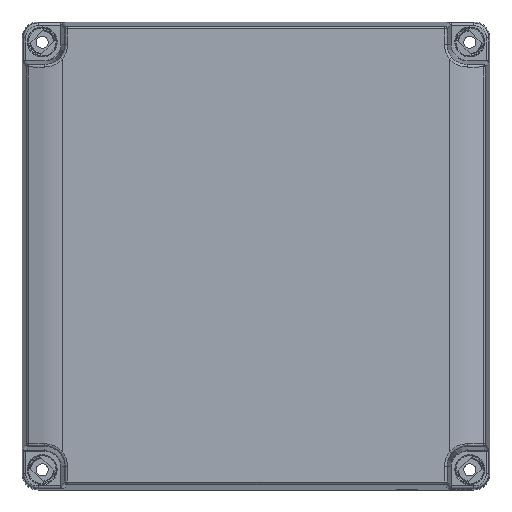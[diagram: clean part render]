
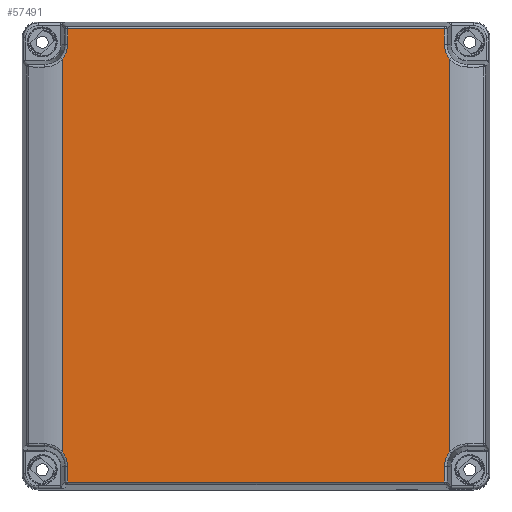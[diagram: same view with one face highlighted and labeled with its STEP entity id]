
A CAD part, top view. The second image highlights one B-rep face of the part: STEP entity #57491.
In plain terms, the highlighted planar face has unit normal (0, 0, 1).
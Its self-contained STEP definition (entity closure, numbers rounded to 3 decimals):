
#51350=DIRECTION('',(-1.,0.,0.));
#51351=VECTOR('',#51350,140.929);
#51352=CARTESIAN_POINT('',(70.465,-84.772,100.));
#51353=LINE('',#51352,#51351);
#51643=DIRECTION('',(1.,0.,0.));
#51644=VECTOR('',#51643,140.929);
#51645=CARTESIAN_POINT('',(-70.465,84.772,100.));
#51646=LINE('',#51645,#51644);
#51891=DIRECTION('',(0.,1.,0.));
#51892=VECTOR('',#51891,5.772);
#51893=CARTESIAN_POINT('',(-70.465,79.,100.));
#51894=LINE('',#51893,#51892);
#51900=DIRECTION('',(0.,1.,0.));
#51901=VECTOR('',#51900,146.936);
#51902=CARTESIAN_POINT('',(-72.5,-73.468,
100.));
#51903=LINE('',#51902,#51901);
#51904=DIRECTION('',(0.,1.,0.));
#51905=VECTOR('',#51904,5.772);
#51906=CARTESIAN_POINT('',(70.465,79.,100.));
#51907=LINE('',#51906,#51905);
#52102=DIRECTION('',(0.,1.,0.));
#52103=VECTOR('',#52102,5.772);
#52104=CARTESIAN_POINT('',(70.465,-84.772,100.));
#52105=LINE('',#52104,#52103);
#52115=CARTESIAN_POINT('',(79.,-79.,100.));
#52116=DIRECTION('',(0.,0.,-1.));
#52117=DIRECTION('',(-1.,0.,0.));
#52118=AXIS2_PLACEMENT_3D('',#52115,#52116,#52117);
#52153=DIRECTION('',(0.,1.,0.));
#52154=VECTOR('',#52153,146.936);
#52155=CARTESIAN_POINT('',(72.5,-73.468,
100.));
#52156=LINE('',#52155,#52154);
#52196=CARTESIAN_POINT('',(72.5,73.468,100.));
#52212=CARTESIAN_POINT('',(79.,79.,100.));
#52213=DIRECTION('',(0.,0.,-1.));
#52214=DIRECTION('',(-0.762,-0.648,0.));
#52215=AXIS2_PLACEMENT_3D('',#52212,#52213,#52214);
#52254=DIRECTION('',(0.,-1.,0.));
#52255=VECTOR('',#52254,5.772);
#52256=CARTESIAN_POINT('',(-70.465,-79.,100.));
#52257=LINE('',#52256,#52255);
#52390=CARTESIAN_POINT('',(-79.,-79.,100.));
#52391=DIRECTION('',(0.,0.,-1.));
#52392=DIRECTION('',(0.762,0.648,0.));
#52393=AXIS2_PLACEMENT_3D('',#52390,#52391,#52392);
#52414=CARTESIAN_POINT('',(-79.,79.,100.));
#52415=DIRECTION('',(0.,0.,1.));
#52416=DIRECTION('',(0.762,-0.648,0.));
#52417=AXIS2_PLACEMENT_3D('',#52414,#52415,#52416);
#53231=CARTESIAN_POINT('',(-70.465,79.,100.));
#53232=CARTESIAN_POINT('',(-70.465,84.772,100.));
#53233=VERTEX_POINT('',#53231);
#53234=VERTEX_POINT('',#53232);
#53237=CARTESIAN_POINT('',(-72.5,73.468,100.));
#53238=VERTEX_POINT('',#53237);
#53243=CARTESIAN_POINT('',(70.465,84.772,100.));
#53244=VERTEX_POINT('',#53243);
#53305=CARTESIAN_POINT('',(70.465,-84.772,100.));
#53306=CARTESIAN_POINT('',(-70.465,-84.772,100.));
#53307=VERTEX_POINT('',#53305);
#53308=VERTEX_POINT('',#53306);
#53329=CARTESIAN_POINT('',(-70.465,-79.,100.));
#53330=VERTEX_POINT('',#53329);
#53333=CARTESIAN_POINT('',(-72.5,-73.468,100.));
#53334=VERTEX_POINT('',#53333);
#53339=CARTESIAN_POINT('',(70.465,-79.,100.));
#53340=VERTEX_POINT('',#53339);
#53343=CARTESIAN_POINT('',(72.5,-73.468,100.));
#53344=VERTEX_POINT('',#53343);
#53351=VERTEX_POINT('',#52196);
#53353=CARTESIAN_POINT('',(70.465,79.,100.));
#53354=VERTEX_POINT('',#53353);
#57464=CARTESIAN_POINT('',(-72.5,-87.5,100.));
#57465=DIRECTION('',(0.,0.,1.));
#57466=DIRECTION('',(1.,0.,0.));
#57467=AXIS2_PLACEMENT_3D('',#57464,#57465,#57466);
#57468=PLANE('',#57467);
#57469=ORIENTED_EDGE('',*,*,#57457,.T.);
#57470=ORIENTED_EDGE('',*,*,#57042,.T.);
#57472=ORIENTED_EDGE('',*,*,#57471,.F.);
#57474=ORIENTED_EDGE('',*,*,#57473,.F.);
#57476=ORIENTED_EDGE('',*,*,#57475,.F.);
#57478=ORIENTED_EDGE('',*,*,#57477,.F.);
#57480=ORIENTED_EDGE('',*,*,#57479,.F.);
#57481=ORIENTED_EDGE('',*,*,#56538,.T.);
#57483=ORIENTED_EDGE('',*,*,#57482,.F.);
#57485=ORIENTED_EDGE('',*,*,#57484,.F.);
#57486=ORIENTED_EDGE('',*,*,#56745,.T.);
#57488=ORIENTED_EDGE('',*,*,#57487,.T.);
#57489=EDGE_LOOP('',(#57469,#57470,#57472,#57474,#57476,#57478,#57480,#57481,
#57483,#57485,#57486,#57488));
#57490=FACE_OUTER_BOUND('',#57489,.F.);
#57491=ADVANCED_FACE('',(#57490),#57468,.T.);
#52119=CIRCLE('',#52118,8.535);
#52216=CIRCLE('',#52215,8.535);
#52394=CIRCLE('',#52393,8.535);
#52418=CIRCLE('',#52417,8.535);
#56538=EDGE_CURVE('',#53307,#53308,#51353,.T.);
#56745=EDGE_CURVE('',#53334,#53238,#51903,.T.);
#57042=EDGE_CURVE('',#53234,#53244,#51646,.T.);
#57457=EDGE_CURVE('',#53233,#53234,#51894,.T.);
#57471=EDGE_CURVE('',#53354,#53244,#51907,.T.);
#57473=EDGE_CURVE('',#53351,#53354,#52216,.T.);
#57475=EDGE_CURVE('',#53344,#53351,#52156,.T.);
#57477=EDGE_CURVE('',#53340,#53344,#52119,.T.);
#57479=EDGE_CURVE('',#53307,#53340,#52105,.T.);
#57482=EDGE_CURVE('',#53330,#53308,#52257,.T.);
#57484=EDGE_CURVE('',#53334,#53330,#52394,.T.);
#57487=EDGE_CURVE('',#53238,#53233,#52418,.T.);
